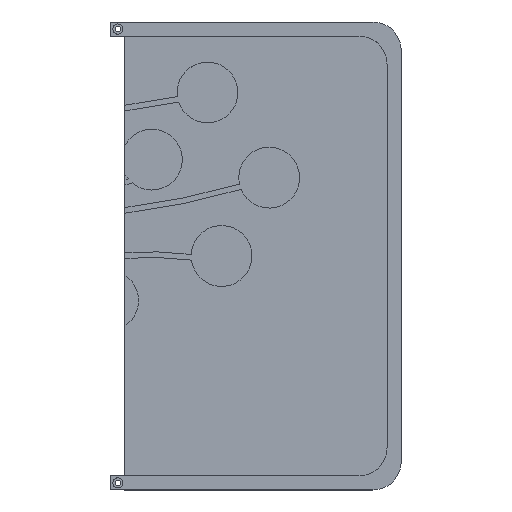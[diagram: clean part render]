
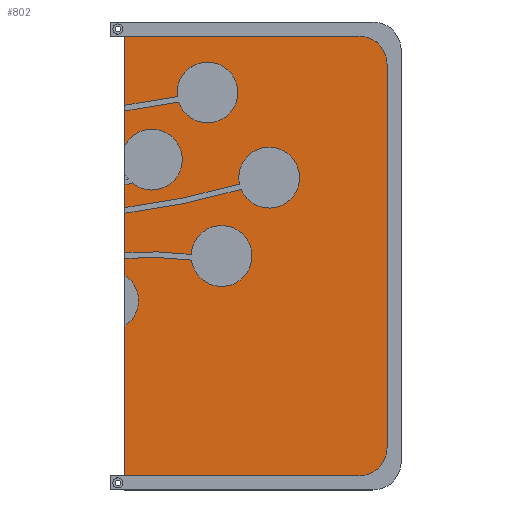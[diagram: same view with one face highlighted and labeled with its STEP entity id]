
A CAD part, top view. The second image highlights one B-rep face of the part: STEP entity #802.
In plain terms, the highlighted planar face has unit normal (0, 0, 1).
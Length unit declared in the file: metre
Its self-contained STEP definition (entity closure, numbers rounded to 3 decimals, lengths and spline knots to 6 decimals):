
#28=B_SPLINE_CURVE_WITH_KNOTS('',3,(#1204,#1205,#1206,#1207,#1208,#1209,
#1210),.UNSPECIFIED.,.F.,.F.,(4,1,1,1,4),(0.068077,0.268507,
0.518096,0.759522,1.),.UNSPECIFIED.);
#29=B_SPLINE_CURVE_WITH_KNOTS('',3,(#1226,#1227,#1228,#1229,#1230,#1231,
#1232),.UNSPECIFIED.,.F.,.F.,(4,1,1,1,4),(0.,0.240452,0.481851,
0.731413,0.935537),.UNSPECIFIED.);
#31=B_SPLINE_CURVE_WITH_KNOTS('',3,(#1251,#1252,#1253,#1254,#1255,#1256),
 .UNSPECIFIED.,.F.,.F.,(4,1,1,4),(0.,0.30208,0.613383,
0.928259),.UNSPECIFIED.);
#34=B_SPLINE_CURVE_WITH_KNOTS('',3,(#1287,#1288,#1289,#1290,#1291,#1292),
 .UNSPECIFIED.,.F.,.F.,(4,1,1,4),(0.068759,0.386617,
0.69792,1.),.UNSPECIFIED.);
#36=B_SPLINE_CURVE_WITH_KNOTS('',3,(#1324,#1325,#1326,#1327,#1328,#1329),
 .UNSPECIFIED.,.F.,.F.,(4,1,1,4),(0.082725,0.319303,
0.616535,1.),.UNSPECIFIED.);
#38=B_SPLINE_CURVE_WITH_KNOTS('',3,(#1346,#1347,#1348,#1349),
 .UNSPECIFIED.,.F.,.F.,(4,4),(0.082093,0.319303),
 .PIECEWISE_BEZIER_KNOTS.);
#39=B_SPLINE_CURVE_WITH_KNOTS('',3,(#1372,#1373,#1374,#1375,#1376,#1377),
 .UNSPECIFIED.,.F.,.F.,(4,1,1,4),(0.,0.339275,0.680591,
1.),.UNSPECIFIED.);
#64=LINE('',#1165,#136);
#71=LINE('',#1178,#143);
#99=LINE('',#1416,#171);
#100=LINE('',#1419,#172);
#101=LINE('',#1422,#173);
#102=LINE('',#1424,#174);
#103=LINE('',#1425,#175);
#104=LINE('',#1427,#176);
#105=LINE('',#1429,#177);
#136=VECTOR('',#946,1.);
#143=VECTOR('',#955,1.);
#171=VECTOR('',#1027,1.);
#172=VECTOR('',#1030,1.);
#173=VECTOR('',#1033,1.);
#174=VECTOR('',#1036,1.);
#175=VECTOR('',#1037,1.);
#176=VECTOR('',#1040,1.);
#177=VECTOR('',#1043,1.);
#295=ORIENTED_EDGE('',*,*,#508,.F.);
#296=ORIENTED_EDGE('',*,*,#455,.F.);
#297=ORIENTED_EDGE('',*,*,#509,.T.);
#298=ORIENTED_EDGE('',*,*,#510,.F.);
#299=ORIENTED_EDGE('',*,*,#511,.T.);
#300=ORIENTED_EDGE('',*,*,#448,.T.);
#301=ORIENTED_EDGE('',*,*,#512,.F.);
#302=ORIENTED_EDGE('',*,*,#464,.F.);
#303=ORIENTED_EDGE('',*,*,#513,.T.);
#304=ORIENTED_EDGE('',*,*,#470,.F.);
#305=ORIENTED_EDGE('',*,*,#514,.F.);
#306=ORIENTED_EDGE('',*,*,#507,.T.);
#307=ORIENTED_EDGE('',*,*,#489,.T.);
#308=ORIENTED_EDGE('',*,*,#515,.F.);
#309=ORIENTED_EDGE('',*,*,#459,.T.);
#310=ORIENTED_EDGE('',*,*,#516,.T.);
#311=ORIENTED_EDGE('',*,*,#461,.T.);
#312=ORIENTED_EDGE('',*,*,#517,.F.);
#313=ORIENTED_EDGE('',*,*,#479,.T.);
#314=ORIENTED_EDGE('',*,*,#518,.T.);
#315=ORIENTED_EDGE('',*,*,#482,.F.);
#316=ORIENTED_EDGE('',*,*,#519,.F.);
#317=ORIENTED_EDGE('',*,*,#473,.T.);
#448=EDGE_CURVE('',#564,#562,#64,.T.);
#455=EDGE_CURVE('',#568,#566,#71,.T.);
#459=EDGE_CURVE('',#570,#572,#28,.F.);
#461=EDGE_CURVE('',#575,#573,#29,.F.);
#464=EDGE_CURVE('',#577,#578,#31,.F.);
#470=EDGE_CURVE('',#583,#584,#34,.F.);
#473=EDGE_CURVE('',#587,#585,#628,.F.);
#479=EDGE_CURVE('',#590,#592,#36,.F.);
#482=EDGE_CURVE('',#595,#596,#38,.F.);
#489=EDGE_CURVE('',#603,#601,#39,.F.);
#507=EDGE_CURVE('',#608,#603,#638,.F.);
#508=EDGE_CURVE('',#566,#585,#99,.T.);
#509=EDGE_CURVE('',#568,#609,#639,.T.);
#510=EDGE_CURVE('',#610,#609,#100,.T.);
#511=EDGE_CURVE('',#610,#564,#640,.T.);
#512=EDGE_CURVE('',#578,#562,#101,.T.);
#513=EDGE_CURVE('',#577,#584,#641,.F.);
#514=EDGE_CURVE('',#608,#583,#102,.T.);
#515=EDGE_CURVE('',#570,#601,#103,.T.);
#516=EDGE_CURVE('',#572,#575,#642,.F.);
#517=EDGE_CURVE('',#590,#573,#104,.T.);
#518=EDGE_CURVE('',#592,#596,#643,.F.);
#519=EDGE_CURVE('',#587,#595,#105,.T.);
#562=VERTEX_POINT('',#1163);
#564=VERTEX_POINT('',#1166);
#566=VERTEX_POINT('',#1172);
#568=VERTEX_POINT('',#1177);
#570=VERTEX_POINT('',#1193);
#572=VERTEX_POINT('',#1203);
#573=VERTEX_POINT('',#1224);
#575=VERTEX_POINT('',#1233);
#577=VERTEX_POINT('',#1257);
#578=VERTEX_POINT('',#1258);
#583=VERTEX_POINT('',#1286);
#584=VERTEX_POINT('',#1293);
#585=VERTEX_POINT('',#1297);
#587=VERTEX_POINT('',#1300);
#590=VERTEX_POINT('',#1314);
#592=VERTEX_POINT('',#1323);
#595=VERTEX_POINT('',#1345);
#596=VERTEX_POINT('',#1350);
#601=VERTEX_POINT('',#1370);
#603=VERTEX_POINT('',#1378);
#608=VERTEX_POINT('',#1413);
#609=VERTEX_POINT('',#1418);
#610=VERTEX_POINT('',#1420);
#628=CIRCLE('',#851,0.013716);
#638=CIRCLE('',#870,0.013716);
#639=CIRCLE('',#872,0.0127);
#640=CIRCLE('',#873,0.0127);
#641=CIRCLE('',#874,0.013716);
#642=CIRCLE('',#875,0.013716);
#643=CIRCLE('',#876,0.013716);
#674=EDGE_LOOP('',(#295,#296,#297,#298,#299,#300,#301,#302,#303,#304,#305,
#306,#307,#308,#309,#310,#311,#312,#313,#314,#315,#316,#317));
#728=FACE_BOUND('',#674,.T.);
#769=PLANE('',#871);
#802=ADVANCED_FACE('',(#728),#769,.T.);
#851=AXIS2_PLACEMENT_3D('',#1299,#967,#968);
#870=AXIS2_PLACEMENT_3D('',#1414,#1023,#1024);
#871=AXIS2_PLACEMENT_3D('',#1415,#1025,#1026);
#872=AXIS2_PLACEMENT_3D('',#1417,#1028,#1029);
#873=AXIS2_PLACEMENT_3D('',#1421,#1031,#1032);
#874=AXIS2_PLACEMENT_3D('',#1423,#1034,#1035);
#875=AXIS2_PLACEMENT_3D('',#1426,#1038,#1039);
#876=AXIS2_PLACEMENT_3D('',#1428,#1041,#1042);
#946=DIRECTION('',(-1.,0.,0.));
#955=DIRECTION('',(-1.,0.,0.));
#967=DIRECTION('',(0.,0.,1.));
#968=DIRECTION('',(1.,0.,0.));
#1023=DIRECTION('',(0.,0.,1.));
#1024=DIRECTION('',(1.,0.,0.));
#1025=DIRECTION('',(0.,0.,1.));
#1026=DIRECTION('',(1.,0.,0.));
#1027=DIRECTION('',(0.,1.,0.));
#1028=DIRECTION('',(0.,0.,1.));
#1029=DIRECTION('',(1.,0.,0.));
#1030=DIRECTION('',(0.,-1.,0.));
#1031=DIRECTION('',(0.,0.,1.));
#1032=DIRECTION('',(1.,0.,0.));
#1033=DIRECTION('',(0.,1.,0.));
#1034=DIRECTION('',(0.,0.,1.));
#1035=DIRECTION('',(1.,0.,0.));
#1036=DIRECTION('',(0.,1.,0.));
#1037=DIRECTION('',(0.,1.,0.));
#1038=DIRECTION('',(0.,0.,1.));
#1039=DIRECTION('',(1.,0.,0.));
#1040=DIRECTION('',(0.,1.,0.));
#1041=DIRECTION('',(0.,0.,1.));
#1042=DIRECTION('',(1.,0.,0.));
#1043=DIRECTION('',(0.,1.,0.));
#1163=CARTESIAN_POINT('',(0.,0.09906,0.00254));
#1165=CARTESIAN_POINT('',(0.,0.09906,0.00254));
#1166=CARTESIAN_POINT('',(0.10541,0.09906,0.00254));
#1172=CARTESIAN_POINT('',(0.,-0.09906,0.00254));
#1177=CARTESIAN_POINT('',(0.10541,-0.09906,0.00254));
#1178=CARTESIAN_POINT('',(0.,-0.09906,0.00254));
#1193=CARTESIAN_POINT('',(0.,0.021793,0.00254));
#1203=CARTESIAN_POINT('',(0.051614,0.032362,0.00254));
#1204=CARTESIAN_POINT('',(0.051614,0.032362,0.00254));
#1205=CARTESIAN_POINT('',(0.038456,0.029215,0.00254));
#1206=CARTESIAN_POINT('',(0.00893,0.020891,0.00254));
#1207=CARTESIAN_POINT('',(-0.034289,0.020217,0.00254));
#1208=CARTESIAN_POINT('',(-0.076281,0.040291,0.00254));
#1209=CARTESIAN_POINT('',(-0.105363,0.025652,0.00254));
#1210=CARTESIAN_POINT('',(-0.11811,0.020878,0.00254));
#1224=CARTESIAN_POINT('',(0.,0.019254,0.00254));
#1226=CARTESIAN_POINT('',(-0.11811,0.018338,0.00254));
#1227=CARTESIAN_POINT('',(-0.105363,0.023112,0.00254));
#1228=CARTESIAN_POINT('',(-0.076282,0.037752,0.00254));
#1229=CARTESIAN_POINT('',(-0.034287,0.017676,0.00254));
#1230=CARTESIAN_POINT('',(0.009157,0.018356,0.00254));
#1231=CARTESIAN_POINT('',(0.038953,0.02681,0.00254));
#1232=CARTESIAN_POINT('',(0.052363,0.029993,0.00254));
#1233=CARTESIAN_POINT('',(0.052363,0.029993,0.00254));
#1251=CARTESIAN_POINT('',(-0.11811,0.036118,0.00254));
#1252=CARTESIAN_POINT('',(-0.105142,0.039409,0.00254));
#1253=CARTESIAN_POINT('',(-0.075503,0.049126,0.00254));
#1254=CARTESIAN_POINT('',(-0.035284,0.061238,0.00254));
#1255=CARTESIAN_POINT('',(0.003744,0.068922,0.00254));
#1256=CARTESIAN_POINT('',(0.023622,0.07183,0.00254));
#1257=CARTESIAN_POINT('',(0.023622,0.07183,0.00254));
#1258=CARTESIAN_POINT('',(0.,0.067923,0.00254));
#1286=CARTESIAN_POINT('',(0.,0.065383,0.00254));
#1287=CARTESIAN_POINT('',(0.024187,0.069373,0.00254));
#1288=CARTESIAN_POINT('',(0.004116,0.066455,0.00254));
#1289=CARTESIAN_POINT('',(-0.035155,0.058737,0.00254));
#1290=CARTESIAN_POINT('',(-0.075503,0.046586,0.00254));
#1291=CARTESIAN_POINT('',(-0.105142,0.036869,0.00254));
#1292=CARTESIAN_POINT('',(-0.11811,0.033578,0.00254));
#1293=CARTESIAN_POINT('',(0.024187,0.069373,0.00254));
#1297=CARTESIAN_POINT('',(0.,-0.031543,0.00254));
#1299=CARTESIAN_POINT('',(-0.007533,-0.020081,0.00254));
#1300=CARTESIAN_POINT('',(0.,-0.008618,0.00254));
#1314=CARTESIAN_POINT('',(0.,0.00151,0.00254));
#1323=CARTESIAN_POINT('',(0.029846,0.000712,0.00254));
#1324=CARTESIAN_POINT('',(0.029846,0.000712,0.00254));
#1325=CARTESIAN_POINT('',(0.016741,0.00177,0.00254));
#1326=CARTESIAN_POINT('',(-0.012679,0.005214,0.00254));
#1327=CARTESIAN_POINT('',(-0.047456,-0.031188,0.00254));
#1328=CARTESIAN_POINT('',(-0.094212,-0.004497,0.00254));
#1329=CARTESIAN_POINT('',(-0.11811,0.005638,0.00254));
#1345=CARTESIAN_POINT('',(0.,-0.00103,0.00254));
#1346=CARTESIAN_POINT('',(0.029951,-0.001836,0.00254));
#1347=CARTESIAN_POINT('',(0.016811,-0.000778,0.00254));
#1348=CARTESIAN_POINT('',(0.003732,0.000765,0.00254));
#1349=CARTESIAN_POINT('',(-0.007533,-0.002555,0.00254));
#1350=CARTESIAN_POINT('',(0.029951,-0.001836,0.00254));
#1370=CARTESIAN_POINT('',(0.,0.032037,0.00254));
#1372=CARTESIAN_POINT('',(-0.11811,0.023418,0.00254));
#1373=CARTESIAN_POINT('',(-0.10535,0.028124,0.00254));
#1374=CARTESIAN_POINT('',(-0.076629,0.042987,0.00254));
#1375=CARTESIAN_POINT('',(-0.034291,0.01922,0.00254));
#1376=CARTESIAN_POINT('',(-0.009274,0.029822,0.00254));
#1377=CARTESIAN_POINT('',(0.003341,0.032896,0.00254));
#1378=CARTESIAN_POINT('',(0.003341,0.032896,0.00254));
#1413=CARTESIAN_POINT('',(0.,0.049832,0.00254));
#1414=CARTESIAN_POINT('',(0.012129,0.043427,0.00254));
#1415=CARTESIAN_POINT('',(0.,0.,0.00254));
#1416=CARTESIAN_POINT('',(0.,0.,0.00254));
#1417=CARTESIAN_POINT('',(0.10541,-0.08636,0.00254));
#1418=CARTESIAN_POINT('',(0.11811,-0.08636,0.00254));
#1419=CARTESIAN_POINT('',(0.11811,0.,0.00254));
#1420=CARTESIAN_POINT('',(0.11811,0.08636,0.00254));
#1421=CARTESIAN_POINT('',(0.10541,0.08636,0.00254));
#1422=CARTESIAN_POINT('',(0.,0.,0.00254));
#1423=CARTESIAN_POINT('',(0.037215,0.07366,0.00254));
#1424=CARTESIAN_POINT('',(0.,0.,0.00254));
#1425=CARTESIAN_POINT('',(0.,0.,0.00254));
#1426=CARTESIAN_POINT('',(0.065014,0.035291,0.00254));
#1427=CARTESIAN_POINT('',(0.,0.,0.00254));
#1428=CARTESIAN_POINT('',(0.043544,0.,0.00254));
#1429=CARTESIAN_POINT('',(0.,0.,0.00254));
